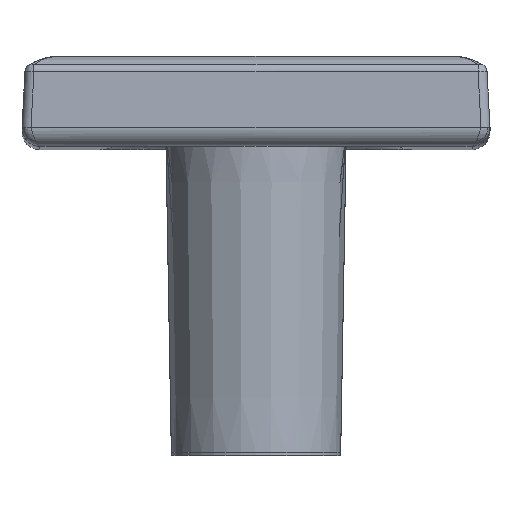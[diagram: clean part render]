
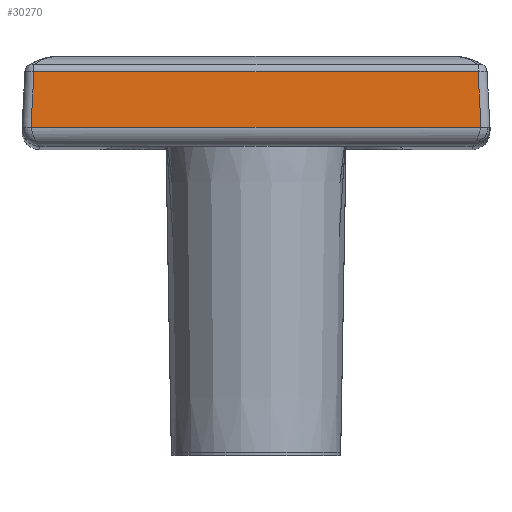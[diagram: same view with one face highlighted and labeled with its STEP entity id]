
A CAD part, top view. The second image highlights one B-rep face of the part: STEP entity #30270.
In plain terms, the highlighted planar face has unit normal (0, 0.052, 0.999).
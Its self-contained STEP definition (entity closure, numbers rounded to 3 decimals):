
#17340=CARTESIAN_POINT('',(12.499,1.052,
53.945));
#17350=VERTEX_POINT('',#17340);
#29900=CARTESIAN_POINT('',(40.946,4.382,
53.77));
#29910=DIRECTION('',(0.,0.052,
0.999));
#29920=DIRECTION('',(0.,0.999,
-0.052));
#29930=AXIS2_PLACEMENT_3D('',#29900,#29910,#29920);
#29940=PLANE('',#29930);
#29950=CARTESIAN_POINT('',(-40.946,4.138,
53.783));
#29960=DIRECTION('',(-1.,0.,0.));
#29970=VECTOR('',#29960,1.);
#29980=LINE('',#29950,#29970);
#29990=CARTESIAN_POINT('',(12.338,4.138,
53.783));
#30000=VERTEX_POINT('',#29990);
#30010=CARTESIAN_POINT('',(-12.338,4.138,
53.783));
#30020=VERTEX_POINT('',#30010);
#30030=EDGE_CURVE('',#30000,#30020,#29980,.T.);
#30040=ORIENTED_EDGE('',*,*,#30030,.T.);
#30050=CARTESIAN_POINT('',(12.553,0.026,
53.999));
#30060=DIRECTION('',(-0.052,0.997,
-0.052));
#30070=VECTOR('',#30060,1.);
#30080=LINE('',#30050,#30070);
#30090=EDGE_CURVE('',#17350,#30000,#30080,.T.);
#30100=ORIENTED_EDGE('',*,*,#30090,.T.);
#30110=CARTESIAN_POINT('',(0.,1.052,
53.945));
#30120=DIRECTION('',(-1.,0.,0.));
#30130=VECTOR('',#30120,1.);
#30140=LINE('',#30110,#30130);
#30150=CARTESIAN_POINT('',(-12.499,1.052,
53.945));
#30160=VERTEX_POINT('',#30150);
#30170=EDGE_CURVE('',#17350,#30160,#30140,.T.);
#30180=ORIENTED_EDGE('',*,*,#30170,.F.);
#30190=CARTESIAN_POINT('',(-12.553,0.026,
53.999));
#30200=DIRECTION('',(0.052,0.997,
-0.052));
#30210=VECTOR('',#30200,1.);
#30220=LINE('',#30190,#30210);
#30230=EDGE_CURVE('',#30160,#30020,#30220,.T.);
#30240=ORIENTED_EDGE('',*,*,#30230,.F.);
#30250=EDGE_LOOP('',(#30240,#30180,#30100,#30040));
#30260=FACE_OUTER_BOUND('',#30250,.T.);
#30270=ADVANCED_FACE('',(#30260),#29940,.T.);
